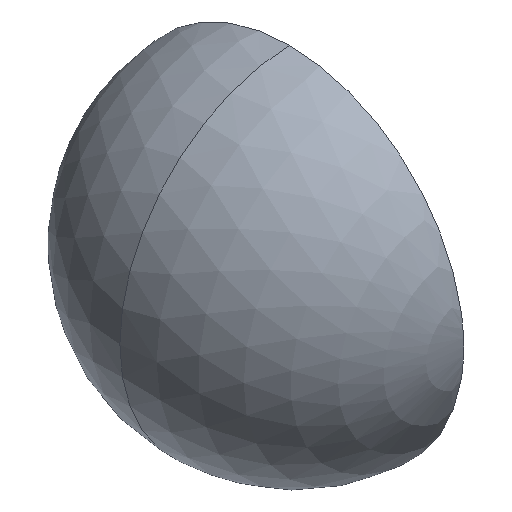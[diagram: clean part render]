
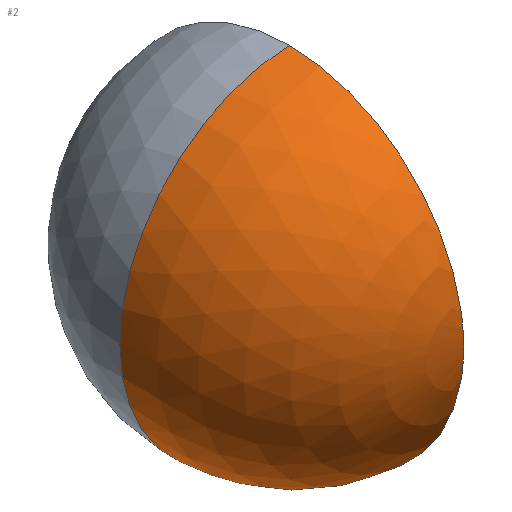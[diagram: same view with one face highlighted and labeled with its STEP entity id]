
A CAD part, isometric view. The second image highlights one B-rep face of the part: STEP entity #2.
In plain terms, the highlighted spherical face has radius 37.5 mm.
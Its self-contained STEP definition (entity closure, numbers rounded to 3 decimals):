
#2 = ADVANCED_FACE ( 'NONE', ( #104 ), #143, .T. ) ;
#4 = AXIS2_PLACEMENT_3D ( 'NONE', #68, #30, #21 ) ;
#11 = EDGE_CURVE ( 'NONE', #94, #35, #33, .T. ) ;
#21 = DIRECTION ( 'NONE',  ( 0., 0., -1. ) ) ;
#22 = EDGE_CURVE ( 'NONE', #35, #97, #39, .T. ) ;
#24 = ORIENTED_EDGE ( 'NONE', *, *, #22, .F. ) ;
#25 = CARTESIAN_POINT ( 'NONE',  ( -37.5, 0., 0. ) ) ;
#30 = DIRECTION ( 'NONE',  ( 0., -1., 0. ) ) ;
#33 = CIRCLE ( 'NONE', #43, 37.5 ) ;
#35 = VERTEX_POINT ( 'NONE', #95 ) ;
#36 = EDGE_CURVE ( 'NONE', #94, #97, #142, .T. ) ;
#38 = CARTESIAN_POINT ( 'NONE',  ( -1., 0., 0. ) ) ;
#39 = CIRCLE ( 'NONE', #103, 37.487 ) ;
#43 = AXIS2_PLACEMENT_3D ( 'NONE', #164, #79, #141 ) ;
#56 = DIRECTION ( 'NONE',  ( 1., 0., 0. ) ) ;
#67 = ORIENTED_EDGE ( 'NONE', *, *, #36, .T. ) ;
#68 = CARTESIAN_POINT ( 'NONE',  ( 0., 0., 0. ) ) ;
#79 = DIRECTION ( 'NONE',  ( 0., 1., 0. ) ) ;
#84 = DIRECTION ( 'NONE',  ( 0., -1., 0. ) ) ;
#91 = DIRECTION ( 'NONE',  ( 0., 0., 1. ) ) ;
#94 = VERTEX_POINT ( 'NONE', #25 ) ;
#95 = CARTESIAN_POINT ( 'NONE',  ( -1., 0., 37.487 ) ) ;
#97 = VERTEX_POINT ( 'NONE', #150 ) ;
#102 = CARTESIAN_POINT ( 'NONE',  ( 0., 0., 0. ) ) ;
#103 = AXIS2_PLACEMENT_3D ( 'NONE', #38, #56, #134 ) ;
#104 = FACE_OUTER_BOUND ( 'NONE', #133, .T. ) ;
#124 = AXIS2_PLACEMENT_3D ( 'NONE', #102, #84, #91 ) ;
#133 = EDGE_LOOP ( 'NONE', ( #156, #67, #24 ) ) ;
#134 = DIRECTION ( 'NONE',  ( 0., 0., -1. ) ) ;
#141 = DIRECTION ( 'NONE',  ( 0., 0., 1. ) ) ;
#142 = CIRCLE ( 'NONE', #4, 37.5 ) ;
#143 = SPHERICAL_SURFACE ( 'NONE', #124, 37.5 ) ;
#150 = CARTESIAN_POINT ( 'NONE',  ( -1., 0., -37.487 ) ) ;
#156 = ORIENTED_EDGE ( 'NONE', *, *, #11, .F. ) ;
#164 = CARTESIAN_POINT ( 'NONE',  ( 0., 0., 0. ) ) ;
